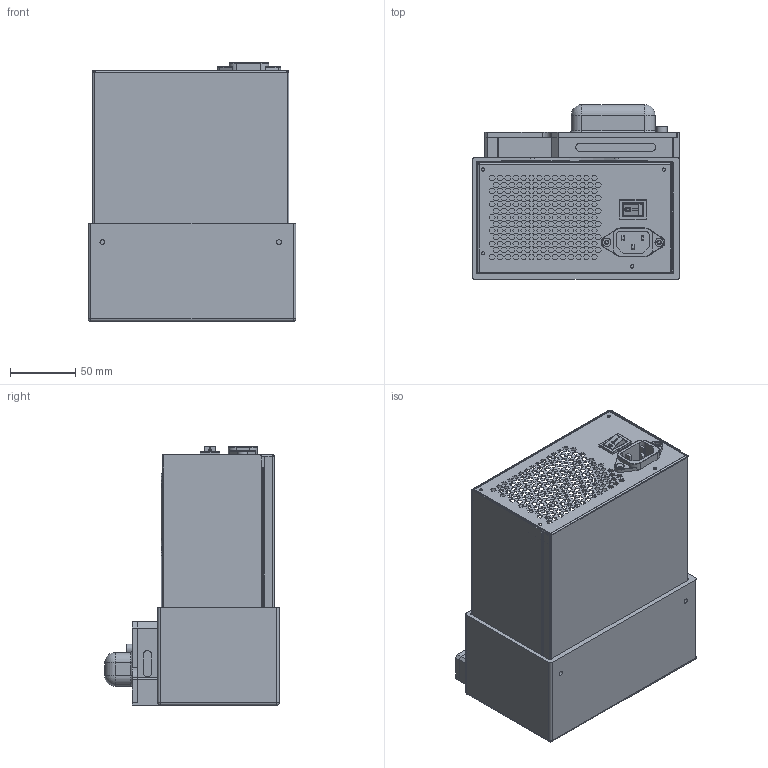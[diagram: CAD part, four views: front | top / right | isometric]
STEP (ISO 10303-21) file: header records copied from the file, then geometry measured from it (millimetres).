
FILE_DESCRIPTION(/* description */ (''),/* implementation_level */ '2;1');
FILE_NAME(/* name */ 'ATX_BENCHTOP_POWER_SUPPLY.step',/* time_stamp */ '2020-08-11T10:38:59+09:00',/* author */ (''),/* organization */ (''),/* preprocessor_version */ 'ST-DEVELOPER v18.1',/* originating_system */ 'Autodesk Translation Framework v9.3.0.1241',/* authorisation */ '');
FILE_SCHEMA (('AUTOMOTIVE_DESIGN { 1 0 10303 214 3 1 1 }'));
Products named in the file (7): ATX_BENCHTOP_POWER_SUPPLY; ATX Power Supply; Benchtop_power_board; TOP; BOX; SWITCH; SIDE
Assembly tree (6 placements, depth 2):
  ATX_BENCHTOP_POWER_SUPPLY
    ATX Power Supply
    Benchtop_power_board
    TOP
    BOX
    SWITCH
    SIDE
Bounding box: 158.6 x 133.5 x 197.5 mm (x, y, z)
Volume: 348472.8 mm3; surface area: 335833.2 mm2
Topology: 11 solids, 11 shells, 1928 faces, 5474 edges, 3575 vertices
Faces by surface type: plane 1531, cylinder 283, torus 52, sphere 30, bspline 22, cone 10
Full cylindrical faces by diameter (mm): 0.8 x3, 1.5 x5, 1.65 x4, 2.5 x10, 3.1 x14, 3.2 x2, 3.3 x2, 3.6 x2, 3.75 x4, 4 x6, 5 x1, 6 x1, 8 x1, 8.6 x1, 16 x1, 20 x1, 24 x2
Entity records: 65534 total; most frequent: CARTESIAN_POINT 13935, ORIENTED_EDGE 10922, DIRECTION 9860, EDGE_CURVE 5461, LINE 4676, VECTOR 4676, VERTEX_POINT 3575, AXIS2_PLACEMENT_3D 2592
